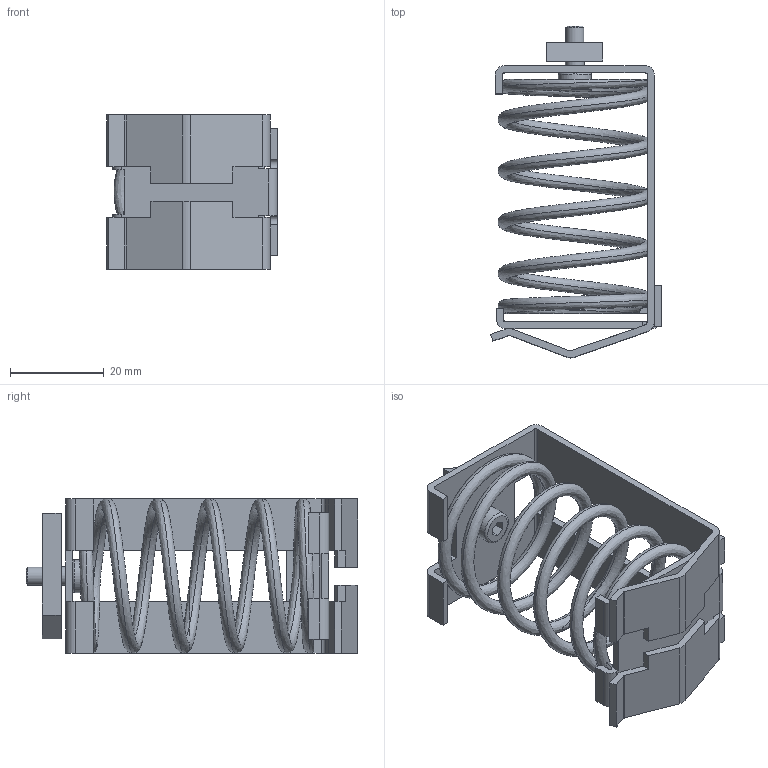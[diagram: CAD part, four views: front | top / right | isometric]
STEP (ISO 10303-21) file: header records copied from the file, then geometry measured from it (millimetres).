
FILE_DESCRIPTION(/* description */ (''),/* implementation_level */ '2;1');
FILE_NAME(/* name */ '17359.0.stp',/* time_stamp */ '2017-06-06T09:29:46+02:00',/* author */ (''),/* organization */ (''),/* preprocessor_version */ 'ST-DEVELOPER v16',/* originating_system */ 'SIEMENS PLM Software NX 10.0',/* authorisation */ '');
FILE_SCHEMA (('AP203_CONFIGURATION_CONTROLLED_3D_DESIGN_OF_MECHANICAL_PARTS_AND_ASSEMBLIES_MIM_LF { 1 0 10303 403 2 1 2}'));
Length unit declared in the file: millimetre
Products named in the file (1): scho18B4F3BC46s1
Bounding box: 36.49 x 70.84 x 33.08 mm (x, y, z)
Volume: 10943.5 mm3; surface area: 15740.3 mm2
Topology: 5 solids, 5 shells, 128 faces, 340 edges, 224 vertices
Faces by surface type: plane 88, cylinder 32, bspline 4, torus 2, cone 2
Full cylindrical faces by diameter (mm): 3.3 x2, 3.838 x1, 4 x1, 7 x1
Entity records: 20257 total; most frequent: CARTESIAN_POINT 17027, ORIENTED_EDGE 652, DIRECTION 625, EDGE_CURVE 326, LINE 241, VECTOR 241, VERTEX_POINT 220, AXIS2_PLACEMENT_3D 192
